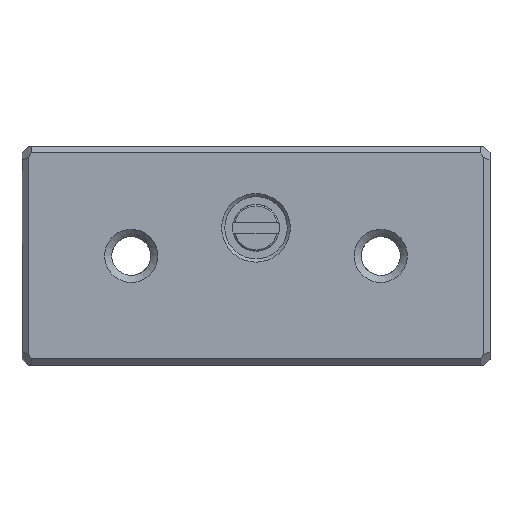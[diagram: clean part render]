
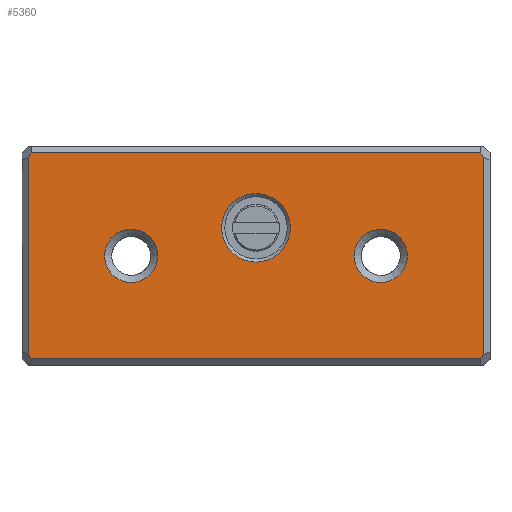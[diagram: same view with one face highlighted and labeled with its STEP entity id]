
A CAD part, top view. The second image highlights one B-rep face of the part: STEP entity #5360.
In plain terms, the highlighted planar face has unit normal (0, 0, 1).
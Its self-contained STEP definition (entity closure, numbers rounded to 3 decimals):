
#4245=CIRCLE('',#23967,1.1);
#4246=CIRCLE('',#23968,0.85);
#4247=CIRCLE('',#23969,0.85);
#5360=ADVANCED_FACE('',(#7598,#7599,#7600,#7601),#6394,.F.);
#6394=PLANE('',#23970);
#7598=FACE_BOUND('',#7794,.T.);
#7599=FACE_BOUND('',#7795,.T.);
#7600=FACE_BOUND('',#7796,.T.);
#7601=FACE_BOUND('',#7797,.T.);
#7794=EDGE_LOOP('',(#9815));
#7795=EDGE_LOOP('',(#9816));
#7796=EDGE_LOOP('',(#9817));
#7797=EDGE_LOOP('',(#9818,#9819,#9820,#9821,#9822,#9823,#9824,#9825));
#9815=ORIENTED_EDGE('',*,*,#17271,.T.);
#9816=ORIENTED_EDGE('',*,*,#17272,.T.);
#9817=ORIENTED_EDGE('',*,*,#17273,.T.);
#9818=ORIENTED_EDGE('',*,*,#17274,.T.);
#9819=ORIENTED_EDGE('',*,*,#17275,.T.);
#9820=ORIENTED_EDGE('',*,*,#17276,.T.);
#9821=ORIENTED_EDGE('',*,*,#17277,.T.);
#9822=ORIENTED_EDGE('',*,*,#17278,.T.);
#9823=ORIENTED_EDGE('',*,*,#17279,.T.);
#9824=ORIENTED_EDGE('',*,*,#17280,.T.);
#9825=ORIENTED_EDGE('',*,*,#17281,.T.);
#15307=VERTEX_POINT('',#31380);
#15308=VERTEX_POINT('',#31382);
#15309=VERTEX_POINT('',#31384);
#15310=VERTEX_POINT('',#31386);
#15311=VERTEX_POINT('',#31387);
#15312=VERTEX_POINT('',#31389);
#15313=VERTEX_POINT('',#31391);
#15314=VERTEX_POINT('',#31393);
#15315=VERTEX_POINT('',#31395);
#15316=VERTEX_POINT('',#31397);
#15317=VERTEX_POINT('',#31399);
#17271=EDGE_CURVE('',#15307,#15307,#4245,.T.);
#17272=EDGE_CURVE('',#15308,#15308,#4246,.T.);
#17273=EDGE_CURVE('',#15309,#15309,#4247,.T.);
#17274=EDGE_CURVE('',#15310,#15311,#19931,.T.);
#17275=EDGE_CURVE('',#15311,#15312,#19932,.T.);
#17276=EDGE_CURVE('',#15312,#15313,#19933,.T.);
#17277=EDGE_CURVE('',#15313,#15314,#19934,.T.);
#17278=EDGE_CURVE('',#15314,#15315,#19935,.T.);
#17279=EDGE_CURVE('',#15315,#15316,#19936,.T.);
#17280=EDGE_CURVE('',#15316,#15317,#19937,.T.);
#17281=EDGE_CURVE('',#15317,#15310,#19938,.T.);
#19931=LINE('',#31385,#22283);
#19932=LINE('',#31388,#22284);
#19933=LINE('',#31390,#22285);
#19934=LINE('',#31392,#22286);
#19935=LINE('',#31394,#22287);
#19936=LINE('',#31396,#22288);
#19937=LINE('',#31398,#22289);
#19938=LINE('',#31400,#22290);
#22283=VECTOR('',#25739,1.);
#22284=VECTOR('',#25740,1.);
#22285=VECTOR('',#25741,1.);
#22286=VECTOR('',#25742,1.);
#22287=VECTOR('',#25743,1.);
#22288=VECTOR('',#25744,1.);
#22289=VECTOR('',#25745,1.);
#22290=VECTOR('',#25746,1.);
#23967=AXIS2_PLACEMENT_3D('',#31379,#25733,#25734);
#23968=AXIS2_PLACEMENT_3D('',#31381,#25735,#25736);
#23969=AXIS2_PLACEMENT_3D('',#31383,#25737,#25738);
#23970=AXIS2_PLACEMENT_3D('',#31401,#25747,#25748);
#25733=DIRECTION('',(0.,0.,-1.));
#25734=DIRECTION('',(-1.,0.,0.));
#25735=DIRECTION('',(0.,0.,-1.));
#25736=DIRECTION('',(-1.,0.,0.));
#25737=DIRECTION('',(0.,0.,-1.));
#25738=DIRECTION('',(-1.,0.,0.));
#25739=DIRECTION('',(-0.577,-0.816,0.));
#25740=DIRECTION('',(0.,-1.,0.));
#25741=DIRECTION('',(0.577,-0.816,0.));
#25742=DIRECTION('',(1.,0.,0.));
#25743=DIRECTION('',(0.577,0.816,0.));
#25744=DIRECTION('',(0.,1.,0.));
#25745=DIRECTION('',(-0.577,0.816,0.));
#25746=DIRECTION('',(-1.,0.,0.));
#25747=DIRECTION('',(0.,0.,-1.));
#25748=DIRECTION('',(1.,0.,0.));
#31379=CARTESIAN_POINT('',(0.,0.9,4.));
#31380=CARTESIAN_POINT('',(-1.1,0.9,4.));
#31381=CARTESIAN_POINT('',(4.,0.,4.));
#31382=CARTESIAN_POINT('',(3.15,0.,4.));
#31383=CARTESIAN_POINT('',(-4.,0.,4.));
#31384=CARTESIAN_POINT('',(-4.85,0.,4.));
#31385=CARTESIAN_POINT('',(-7.235,3.25,4.));
#31386=CARTESIAN_POINT('',(-7.2,3.3,4.));
#31387=CARTESIAN_POINT('',(-7.3,3.159,4.));
#31388=CARTESIAN_POINT('',(-7.3,3.5,4.));
#31389=CARTESIAN_POINT('',(-7.3,-3.159,4.));
#31390=CARTESIAN_POINT('',(-7.235,-3.25,4.));
#31391=CARTESIAN_POINT('',(-7.2,-3.3,4.));
#31392=CARTESIAN_POINT('',(7.5,-3.3,4.));
#31393=CARTESIAN_POINT('',(7.2,-3.3,4.));
#31394=CARTESIAN_POINT('',(7.235,-3.25,4.));
#31395=CARTESIAN_POINT('',(7.3,-3.159,4.));
#31396=CARTESIAN_POINT('',(7.3,2.876,4.));
#31397=CARTESIAN_POINT('',(7.3,3.159,4.));
#31398=CARTESIAN_POINT('',(7.235,3.25,4.));
#31399=CARTESIAN_POINT('',(7.2,3.3,4.));
#31400=CARTESIAN_POINT('',(7.5,3.3,4.));
#31401=CARTESIAN_POINT('',(7.5,3.5,4.));
